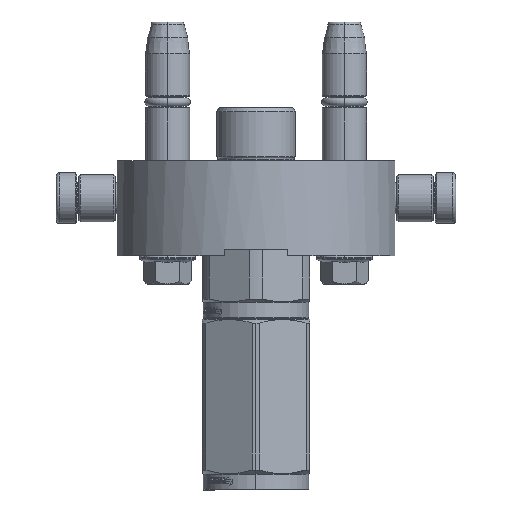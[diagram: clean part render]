
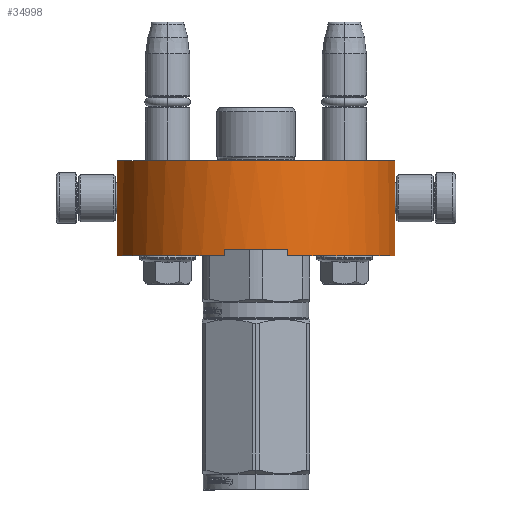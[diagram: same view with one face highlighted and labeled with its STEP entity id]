
A CAD part, left-side view. The second image highlights one B-rep face of the part: STEP entity #34998.
In plain terms, the highlighted cylindrical face has radius 44.75 mm (diameter 89.5 mm), a partial arc.
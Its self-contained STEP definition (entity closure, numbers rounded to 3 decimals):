
#119 = CARTESIAN_POINT ( 'NONE',  ( -44., 30., 8.159 ) ) ;
#1130 = DIRECTION ( 'NONE',  ( 1., 0., 0. ) ) ;
#1529 = DIRECTION ( 'NONE',  ( 0., 1., 0. ) ) ;
#2008 = DIRECTION ( 'NONE',  ( 0., 1., 0. ) ) ;
#3571 = DIRECTION ( 'NONE',  ( 0., 1., 0. ) ) ;
#3892 = VERTEX_POINT ( 'NONE', #65318 ) ;
#4062 = EDGE_CURVE ( 'NONE', #33915, #28230, #58828, .T. ) ;
#7541 = CARTESIAN_POINT ( 'NONE',  ( 0., 30., 0. ) ) ;
#10271 = CARTESIAN_POINT ( 'NONE',  ( 44., 0., 8.159 ) ) ;
#10588 = VERTEX_POINT ( 'NONE', #119 ) ;
#13300 = CARTESIAN_POINT ( 'NONE',  ( -44., 0., 8.159 ) ) ;
#15730 = VERTEX_POINT ( 'NONE', #42306 ) ;
#16572 = VECTOR ( 'NONE', #2008, 1000. ) ;
#16987 = DIRECTION ( 'NONE',  ( 0., -1., 0. ) ) ;
#18133 = CARTESIAN_POINT ( 'NONE',  ( 44., 0., 8.159 ) ) ;
#18388 = CARTESIAN_POINT ( 'NONE',  ( -44., 0., 8.159 ) ) ;
#18474 = AXIS2_PLACEMENT_3D ( 'NONE', #52254, #36435, #25395 ) ;
#18512 = ORIENTED_EDGE ( 'NONE', *, *, #55710, .F. ) ;
#19311 = DIRECTION ( 'NONE',  ( 0., 1., 0. ) ) ;
#19613 = ORIENTED_EDGE ( 'NONE', *, *, #20121, .F. ) ;
#20101 = CIRCLE ( 'NONE', #24232, 44.75 ) ;
#20121 = EDGE_CURVE ( 'NONE', #3892, #28230, #55954, .T. ) ;
#22871 = VECTOR ( 'NONE', #64936, 1000. ) ;
#23729 = DIRECTION ( 'NONE',  ( -0.983, 0., 0.182 ) ) ;
#24232 = AXIS2_PLACEMENT_3D ( 'NONE', #62116, #3571, #40891 ) ;
#25395 = DIRECTION ( 'NONE',  ( -0.223, 0., 0.975 ) ) ;
#25739 = VERTEX_POINT ( 'NONE', #13300 ) ;
#26867 = AXIS2_PLACEMENT_3D ( 'NONE', #7541, #61040, #23729 ) ;
#28230 = VERTEX_POINT ( 'NONE', #63792 ) ;
#28609 = VECTOR ( 'NONE', #43512, 1000. ) ;
#29227 = CARTESIAN_POINT ( 'NONE',  ( -10., 28., 43.618 ) ) ;
#31469 = CIRCLE ( 'NONE', #26867, 44.75 ) ;
#33915 = VERTEX_POINT ( 'NONE', #10271 ) ;
#34007 = EDGE_CURVE ( 'NONE', #15730, #3892, #62393, .T. ) ;
#34998 = ADVANCED_FACE ( 'NONE', ( #67778 ), #35371, .T. ) ;
#35371 = CYLINDRICAL_SURFACE ( 'NONE', #46667, 44.75 ) ;
#35872 = CARTESIAN_POINT ( 'NONE',  ( -10., 28., 43.618 ) ) ;
#36435 = DIRECTION ( 'NONE',  ( 0., 1., 0. ) ) ;
#37098 = CARTESIAN_POINT ( 'NONE',  ( -10., 30., 43.618 ) ) ;
#37437 = EDGE_CURVE ( 'NONE', #25739, #33915, #20101, .T. ) ;
#38177 = CARTESIAN_POINT ( 'NONE',  ( 10., 28., 43.618 ) ) ;
#38765 = CIRCLE ( 'NONE', #18474, 44.75 ) ;
#38853 = EDGE_CURVE ( 'NONE', #10588, #47331, #31469, .T. ) ;
#39159 = VERTEX_POINT ( 'NONE', #35872 ) ;
#39328 = LINE ( 'NONE', #29227, #28609 ) ;
#40639 = ORIENTED_EDGE ( 'NONE', *, *, #47712, .F. ) ;
#40891 = DIRECTION ( 'NONE',  ( -0.983, 0., 0.182 ) ) ;
#42306 = CARTESIAN_POINT ( 'NONE',  ( 10., 28., 43.618 ) ) ;
#42491 = EDGE_LOOP ( 'NONE', ( #51116, #65709, #40639, #60060, #60929, #19613, #68608, #18512 ) ) ;
#43512 = DIRECTION ( 'NONE',  ( 0., 1., 0. ) ) ;
#45639 = CARTESIAN_POINT ( 'NONE',  ( 0., 30., 0. ) ) ;
#46667 = AXIS2_PLACEMENT_3D ( 'NONE', #48706, #16987, #1130 ) ;
#47331 = VERTEX_POINT ( 'NONE', #37098 ) ;
#47664 = EDGE_CURVE ( 'NONE', #39159, #47331, #39328, .T. ) ;
#47712 = EDGE_CURVE ( 'NONE', #25739, #10588, #60986, .T. ) ;
#48706 = CARTESIAN_POINT ( 'NONE',  ( 0., 0., 0. ) ) ;
#50651 = VECTOR ( 'NONE', #1529, 1000. ) ;
#51116 = ORIENTED_EDGE ( 'NONE', *, *, #47664, .T. ) ;
#52254 = CARTESIAN_POINT ( 'NONE',  ( 0., 28., 0. ) ) ;
#55710 = EDGE_CURVE ( 'NONE', #39159, #15730, #38765, .T. ) ;
#55954 = CIRCLE ( 'NONE', #61550, 44.75 ) ;
#56333 = DIRECTION ( 'NONE',  ( 0.223, 0., 0.975 ) ) ;
#58828 = LINE ( 'NONE', #18133, #16572 ) ;
#60060 = ORIENTED_EDGE ( 'NONE', *, *, #37437, .T. ) ;
#60929 = ORIENTED_EDGE ( 'NONE', *, *, #4062, .T. ) ;
#60986 = LINE ( 'NONE', #18388, #22871 ) ;
#61040 = DIRECTION ( 'NONE',  ( 0., 1., 0. ) ) ;
#61550 = AXIS2_PLACEMENT_3D ( 'NONE', #45639, #19311, #56333 ) ;
#62116 = CARTESIAN_POINT ( 'NONE',  ( 0., 0., 0. ) ) ;
#62393 = LINE ( 'NONE', #38177, #50651 ) ;
#63792 = CARTESIAN_POINT ( 'NONE',  ( 44., 30., 8.159 ) ) ;
#64936 = DIRECTION ( 'NONE',  ( 0., 1., 0. ) ) ;
#65318 = CARTESIAN_POINT ( 'NONE',  ( 10., 30., 43.618 ) ) ;
#65709 = ORIENTED_EDGE ( 'NONE', *, *, #38853, .F. ) ;
#67778 = FACE_OUTER_BOUND ( 'NONE', #42491, .T. ) ;
#68608 = ORIENTED_EDGE ( 'NONE', *, *, #34007, .F. ) ;
